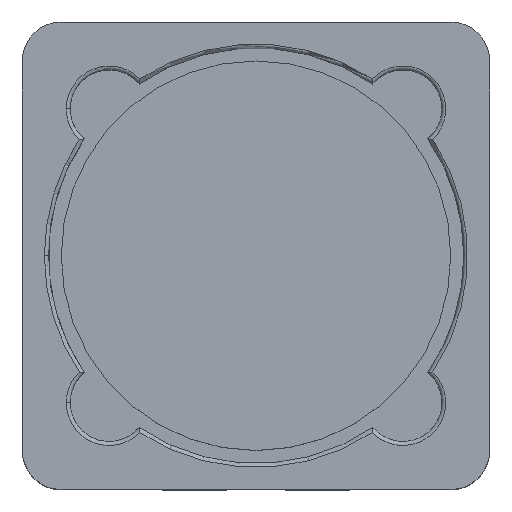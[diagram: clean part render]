
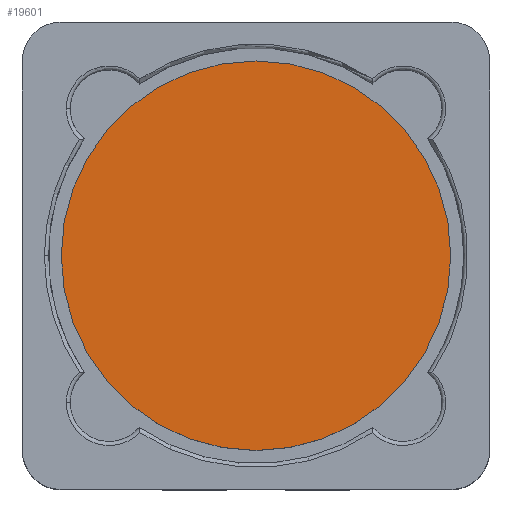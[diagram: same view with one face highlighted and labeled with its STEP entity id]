
A CAD part, top view. The second image highlights one B-rep face of the part: STEP entity #19601.
In plain terms, the highlighted planar face has unit normal (0, 0, 1).
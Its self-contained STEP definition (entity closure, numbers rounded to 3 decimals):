
#3242 = EDGE_CURVE('',#3243,#3245,#3247,.T.);
#3243 = VERTEX_POINT('',#3244);
#3244 = CARTESIAN_POINT('',(5.,0.,8.));
#3245 = VERTEX_POINT('',#3246);
#3246 = CARTESIAN_POINT('',(-5.,0.,8.));
#3247 = SURFACE_CURVE('',#3248,(#3253,#3287),.PCURVE_S1.);
#3248 = CIRCLE('',#3249,5.);
#3249 = AXIS2_PLACEMENT_3D('',#3250,#3251,#3252);
#3250 = CARTESIAN_POINT('',(0.,0.,8.)
  );
#3251 = DIRECTION('',(0.,0.,1.));
#3252 = DIRECTION('',(1.,0.,0.));
#3253 = PCURVE('',#3254,#3259);
#3254 = CYLINDRICAL_SURFACE('',#3255,5.);
#3255 = AXIS2_PLACEMENT_3D('',#3256,#3257,#3258);
#3256 = CARTESIAN_POINT('',(0.,0.,8.)
  );
#3257 = DIRECTION('',(0.,0.,-1.));
#3258 = DIRECTION('',(-1.,0.,0.));
#3259 = DEFINITIONAL_REPRESENTATION('',(#3260),#3286);
#3260 = B_SPLINE_CURVE_WITH_KNOTS('',3,(#3261,#3262,#3263,#3264,#3265,
    #3266,#3267,#3268,#3269,#3270,#3271,#3272,#3273,#3274,#3275,#3276,
    #3277,#3278,#3279,#3280,#3281,#3282,#3283,#3284,#3285),
  .UNSPECIFIED.,.F.,.F.,(4,1,1,1,1,1,1,1,1,1,1,1,1,1,1,1,1,1,1,1,1,1,4),
  (0.,0.143,0.286,0.428,0.571,
    0.714,0.857,1.,1.142,
    1.285,1.428,1.571,1.714,
    1.856,1.999,2.142,2.285,
    2.428,2.57,2.713,2.856,
    2.999,3.142),.QUASI_UNIFORM_KNOTS.);
#3261 = CARTESIAN_POINT('',(3.142,0.));
#3262 = CARTESIAN_POINT('',(3.094,0.));
#3263 = CARTESIAN_POINT('',(2.999,0.));
#3264 = CARTESIAN_POINT('',(2.856,0.));
#3265 = CARTESIAN_POINT('',(2.713,0.));
#3266 = CARTESIAN_POINT('',(2.57,0.));
#3267 = CARTESIAN_POINT('',(2.428,0.));
#3268 = CARTESIAN_POINT('',(2.285,0.));
#3269 = CARTESIAN_POINT('',(2.142,0.));
#3270 = CARTESIAN_POINT('',(1.999,0.));
#3271 = CARTESIAN_POINT('',(1.856,0.));
#3272 = CARTESIAN_POINT('',(1.714,0.));
#3273 = CARTESIAN_POINT('',(1.571,0.));
#3274 = CARTESIAN_POINT('',(1.428,0.));
#3275 = CARTESIAN_POINT('',(1.285,0.));
#3276 = CARTESIAN_POINT('',(1.142,0.));
#3277 = CARTESIAN_POINT('',(1.,0.));
#3278 = CARTESIAN_POINT('',(0.857,0.));
#3279 = CARTESIAN_POINT('',(0.714,0.));
#3280 = CARTESIAN_POINT('',(0.571,0.));
#3281 = CARTESIAN_POINT('',(0.428,0.));
#3282 = CARTESIAN_POINT('',(0.286,0.));
#3283 = CARTESIAN_POINT('',(0.143,0.));
#3284 = CARTESIAN_POINT('',(0.048,0.));
#3285 = CARTESIAN_POINT('',(0.,0.));
#3286 = ( GEOMETRIC_REPRESENTATION_CONTEXT(2) 
PARAMETRIC_REPRESENTATION_CONTEXT() REPRESENTATION_CONTEXT('2D SPACE',''
  ) );
#3287 = PCURVE('',#3288,#3293);
#3288 = PLANE('',#3289);
#3289 = AXIS2_PLACEMENT_3D('',#3290,#3291,#3292);
#3290 = CARTESIAN_POINT('',(0.,0.,8.)
  );
#3291 = DIRECTION('',(0.,0.,1.));
#3292 = DIRECTION('',(1.,0.,0.));
#3293 = DEFINITIONAL_REPRESENTATION('',(#3294),#3298);
#3294 = CIRCLE('',#3295,5.);
#3295 = AXIS2_PLACEMENT_2D('',#3296,#3297);
#3296 = CARTESIAN_POINT('',(0.,0.));
#3297 = DIRECTION('',(1.,0.));
#3298 = ( GEOMETRIC_REPRESENTATION_CONTEXT(2) 
PARAMETRIC_REPRESENTATION_CONTEXT() REPRESENTATION_CONTEXT('2D SPACE',''
  ) );
#3338 = CYLINDRICAL_SURFACE('',#3339,5.);
#3339 = AXIS2_PLACEMENT_3D('',#3340,#3341,#3342);
#3340 = CARTESIAN_POINT('',(0.,0.,8.)
  );
#3341 = DIRECTION('',(0.,0.,-1.));
#3342 = DIRECTION('',(-1.,0.,0.));
#19556 = EDGE_CURVE('',#3245,#3243,#19557,.T.);
#19557 = SURFACE_CURVE('',#19558,(#19563,#19592),.PCURVE_S1.);
#19558 = CIRCLE('',#19559,5.);
#19559 = AXIS2_PLACEMENT_3D('',#19560,#19561,#19562);
#19560 = CARTESIAN_POINT('',(0.,0.,8.
    ));
#19561 = DIRECTION('',(0.,0.,1.));
#19562 = DIRECTION('',(1.,0.,0.));
#19563 = PCURVE('',#3338,#19564);
#19564 = DEFINITIONAL_REPRESENTATION('',(#19565),#19591);
#19565 = B_SPLINE_CURVE_WITH_KNOTS('',3,(#19566,#19567,#19568,#19569,
    #19570,#19571,#19572,#19573,#19574,#19575,#19576,#19577,#19578,
    #19579,#19580,#19581,#19582,#19583,#19584,#19585,#19586,#19587,
    #19588,#19589,#19590),.UNSPECIFIED.,.F.,.F.,(4,1,1,1,1,1,1,1,1,1,1,1
    ,1,1,1,1,1,1,1,1,1,1,4),(3.142,3.284,3.427
    ,3.57,3.713,3.856,3.998,
    4.141,4.284,4.427,4.57,
    4.712,4.855,4.998,5.141,
    5.284,5.426,5.569,5.712,
    5.855,5.998,6.14,6.283),
  .QUASI_UNIFORM_KNOTS.);
#19566 = CARTESIAN_POINT('',(6.283,0.));
#19567 = CARTESIAN_POINT('',(6.236,0.));
#19568 = CARTESIAN_POINT('',(6.14,0.));
#19569 = CARTESIAN_POINT('',(5.998,0.));
#19570 = CARTESIAN_POINT('',(5.855,0.));
#19571 = CARTESIAN_POINT('',(5.712,0.));
#19572 = CARTESIAN_POINT('',(5.569,0.));
#19573 = CARTESIAN_POINT('',(5.426,0.));
#19574 = CARTESIAN_POINT('',(5.284,0.));
#19575 = CARTESIAN_POINT('',(5.141,0.));
#19576 = CARTESIAN_POINT('',(4.998,0.));
#19577 = CARTESIAN_POINT('',(4.855,0.));
#19578 = CARTESIAN_POINT('',(4.712,0.));
#19579 = CARTESIAN_POINT('',(4.57,0.));
#19580 = CARTESIAN_POINT('',(4.427,0.));
#19581 = CARTESIAN_POINT('',(4.284,0.));
#19582 = CARTESIAN_POINT('',(4.141,0.));
#19583 = CARTESIAN_POINT('',(3.998,0.));
#19584 = CARTESIAN_POINT('',(3.856,0.));
#19585 = CARTESIAN_POINT('',(3.713,0.));
#19586 = CARTESIAN_POINT('',(3.57,0.));
#19587 = CARTESIAN_POINT('',(3.427,0.));
#19588 = CARTESIAN_POINT('',(3.284,0.));
#19589 = CARTESIAN_POINT('',(3.189,0.));
#19590 = CARTESIAN_POINT('',(3.142,0.));
#19591 = ( GEOMETRIC_REPRESENTATION_CONTEXT(2) 
PARAMETRIC_REPRESENTATION_CONTEXT() REPRESENTATION_CONTEXT('2D SPACE',''
  ) );
#19592 = PCURVE('',#3288,#19593);
#19593 = DEFINITIONAL_REPRESENTATION('',(#19594),#19598);
#19594 = CIRCLE('',#19595,5.);
#19595 = AXIS2_PLACEMENT_2D('',#19596,#19597);
#19596 = CARTESIAN_POINT('',(0.,0.));
#19597 = DIRECTION('',(1.,0.));
#19598 = ( GEOMETRIC_REPRESENTATION_CONTEXT(2) 
PARAMETRIC_REPRESENTATION_CONTEXT() REPRESENTATION_CONTEXT('2D SPACE',''
  ) );
#19601 = ADVANCED_FACE('',(#19602),#3288,.T.);
#19602 = FACE_BOUND('',#19603,.T.);
#19603 = EDGE_LOOP('',(#19604,#19605));
#19604 = ORIENTED_EDGE('',*,*,#19556,.T.);
#19605 = ORIENTED_EDGE('',*,*,#3242,.T.);
